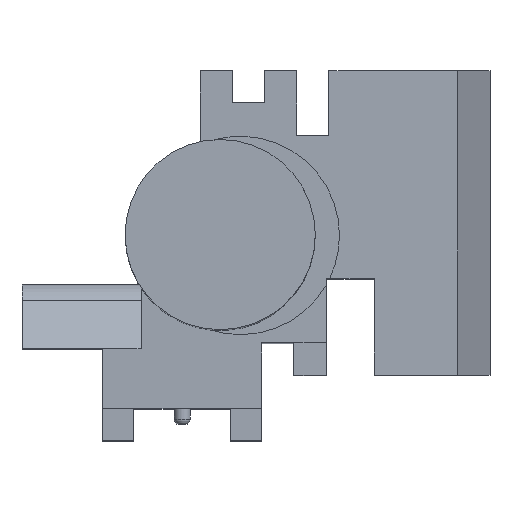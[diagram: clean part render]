
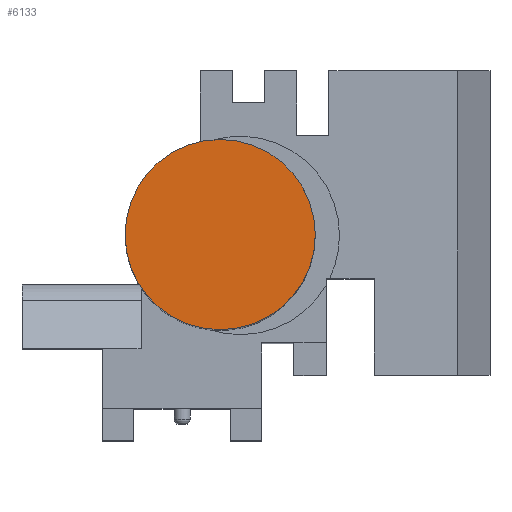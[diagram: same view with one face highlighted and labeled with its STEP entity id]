
A CAD part, top view. The second image highlights one B-rep face of the part: STEP entity #6133.
In plain terms, the highlighted planar face has unit normal (0, 0, 1).
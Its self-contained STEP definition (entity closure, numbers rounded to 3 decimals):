
#2993 = CYLINDRICAL_SURFACE('',#2994,2.953);
#2994 = AXIS2_PLACEMENT_3D('',#2995,#2996,#2997);
#2995 = CARTESIAN_POINT('',(0.,0.,0.));
#2996 = DIRECTION('',(0.,0.,-1.));
#2997 = DIRECTION('',(1.,0.,0.));
#4541 = VERTEX_POINT('',#4542);
#4542 = CARTESIAN_POINT('',(2.953,0.,15.1));
#4650 = EDGE_CURVE('',#4541,#4541,#4651,.T.);
#4651 = SURFACE_CURVE('',#4652,(#4657,#4664),.PCURVE_S1.);
#4652 = CIRCLE('',#4653,2.953);
#4653 = AXIS2_PLACEMENT_3D('',#4654,#4655,#4656);
#4654 = CARTESIAN_POINT('',(0.,0.,15.1));
#4655 = DIRECTION('',(0.,0.,1.));
#4656 = DIRECTION('',(1.,0.,0.));
#4657 = PCURVE('',#2993,#4658);
#4658 = DEFINITIONAL_REPRESENTATION('',(#4659),#4663);
#4659 = LINE('',#4660,#4661);
#4660 = CARTESIAN_POINT('',(-0.,-15.1));
#4661 = VECTOR('',#4662,1.);
#4662 = DIRECTION('',(-1.,0.));
#4663 = ( GEOMETRIC_REPRESENTATION_CONTEXT(2) 
PARAMETRIC_REPRESENTATION_CONTEXT() REPRESENTATION_CONTEXT('2D SPACE',''
  ) );
#4664 = PCURVE('',#4665,#4670);
#4665 = PLANE('',#4666);
#4666 = AXIS2_PLACEMENT_3D('',#4667,#4668,#4669);
#4667 = CARTESIAN_POINT('',(0.,0.,15.1));
#4668 = DIRECTION('',(0.,0.,-1.));
#4669 = DIRECTION('',(0.,1.,0.));
#4670 = DEFINITIONAL_REPRESENTATION('',(#4671),#4679);
#4671 = ( BOUNDED_CURVE() B_SPLINE_CURVE(2,(#4672,#4673,#4674,#4675,
#4676,#4677,#4678),.UNSPECIFIED.,.T.,.F.) B_SPLINE_CURVE_WITH_KNOTS((1,2
    ,2,2,2,1),(-2.094,0.,2.094,4.189,
6.283,8.378),.UNSPECIFIED.) CURVE() 
GEOMETRIC_REPRESENTATION_ITEM() RATIONAL_B_SPLINE_CURVE((1.,0.5,1.,0.5,
1.,0.5,1.)) REPRESENTATION_ITEM('') );
#4672 = CARTESIAN_POINT('',(0.,2.953));
#4673 = CARTESIAN_POINT('',(5.114,2.953));
#4674 = CARTESIAN_POINT('',(2.557,-1.476));
#4675 = CARTESIAN_POINT('',(0.,-5.906));
#4676 = CARTESIAN_POINT('',(-2.557,-1.476));
#4677 = CARTESIAN_POINT('',(-5.114,2.953));
#4678 = CARTESIAN_POINT('',(0.,2.953));
#4679 = ( GEOMETRIC_REPRESENTATION_CONTEXT(2) 
PARAMETRIC_REPRESENTATION_CONTEXT() REPRESENTATION_CONTEXT('2D SPACE',''
  ) );
#6133 = ADVANCED_FACE('',(#6134),#4665,.F.);
#6134 = FACE_BOUND('',#6135,.T.);
#6135 = EDGE_LOOP('',(#6136));
#6136 = ORIENTED_EDGE('',*,*,#4650,.T.);
